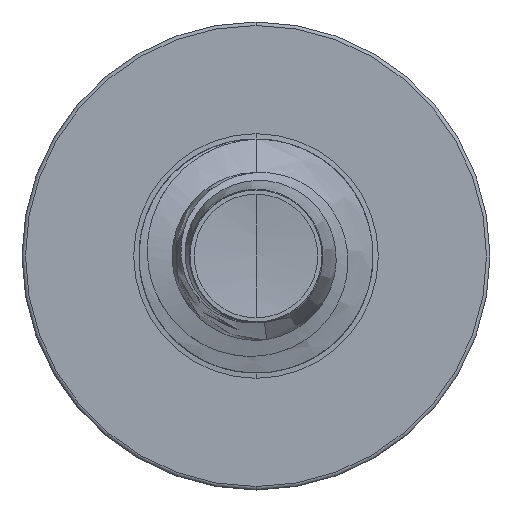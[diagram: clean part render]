
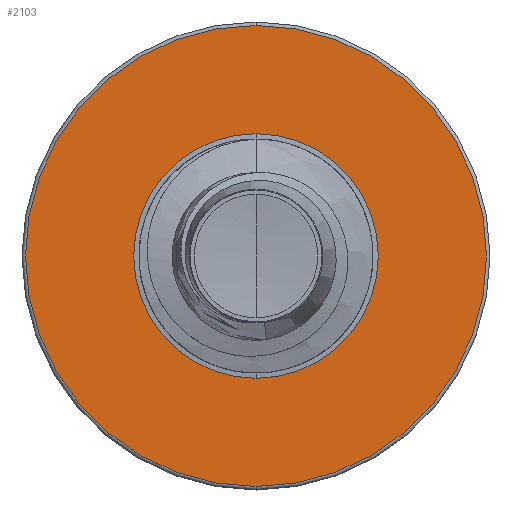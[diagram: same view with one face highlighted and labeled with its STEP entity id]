
A CAD part, front view. The second image highlights one B-rep face of the part: STEP entity #2103.
In plain terms, the highlighted planar face has unit normal (0, -1, 0).
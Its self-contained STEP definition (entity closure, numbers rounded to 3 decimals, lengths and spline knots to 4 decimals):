
#540 = ORIENTED_EDGE ( 'NONE', *, *, #18930, .F. ) ;
#1177 = ORIENTED_EDGE ( 'NONE', *, *, #19508, .T. ) ;
#1205 = AXIS2_PLACEMENT_3D ( 'NONE', #16887, #4809, #18875 ) ;
#1463 = CIRCLE ( 'NONE', #21629, 2.167 ) ;
#2103 = ADVANCED_FACE ( 'NONE', ( #12678, #17372 ), #3701, .F. ) ;
#2772 = CIRCLE ( 'NONE', #14715, 1.15 ) ;
#3029 = DIRECTION ( 'NONE',  ( 0., 0., 1. ) ) ;
#3115 = DIRECTION ( 'NONE',  ( 0., 1., 0. ) ) ;
#3144 = CARTESIAN_POINT ( 'NONE',  ( 0., 10., -1.15 ) ) ;
#3701 = PLANE ( 'NONE',  #7174 ) ;
#4162 = ORIENTED_EDGE ( 'NONE', *, *, #12051, .T. ) ;
#4406 = VERTEX_POINT ( 'NONE', #9655 ) ;
#4809 = DIRECTION ( 'NONE',  ( 0., 1., 0. ) ) ;
#6881 = CARTESIAN_POINT ( 'NONE',  ( 0., 10., 0. ) ) ;
#6993 = DIRECTION ( 'NONE',  ( 0., 1., 0. ) ) ;
#7174 = AXIS2_PLACEMENT_3D ( 'NONE', #3144, #3115, #3029 ) ;
#7859 = DIRECTION ( 'NONE',  ( 0., 1., 0. ) ) ;
#8392 = CIRCLE ( 'NONE', #1205, 1.15 ) ;
#8907 = DIRECTION ( 'NONE',  ( 0., 0., 1. ) ) ;
#9655 = CARTESIAN_POINT ( 'NONE',  ( 0., 10., 1.15 ) ) ;
#11150 = AXIS2_PLACEMENT_3D ( 'NONE', #19823, #7859, #21794 ) ;
#12051 = EDGE_CURVE ( 'NONE', #4406, #24148, #2772, .T. ) ;
#12678 = FACE_OUTER_BOUND ( 'NONE', #18167, .T. ) ;
#13032 = CARTESIAN_POINT ( 'NONE',  ( 0., 10., 2.167 ) ) ;
#14230 = VERTEX_POINT ( 'NONE', #13032 ) ;
#14715 = AXIS2_PLACEMENT_3D ( 'NONE', #19007, #6993, #20948 ) ;
#16536 = ORIENTED_EDGE ( 'NONE', *, *, #23151, .F. ) ;
#16887 = CARTESIAN_POINT ( 'NONE',  ( 0., 10., 0. ) ) ;
#17372 = FACE_BOUND ( 'NONE', #18469, .T. ) ;
#18167 = EDGE_LOOP ( 'NONE', ( #540, #16536 ) ) ;
#18469 = EDGE_LOOP ( 'NONE', ( #4162, #1177 ) ) ;
#18875 = DIRECTION ( 'NONE',  ( 0., 0., 1. ) ) ;
#18930 = EDGE_CURVE ( 'NONE', #14230, #23282, #20848, .T. ) ;
#19007 = CARTESIAN_POINT ( 'NONE',  ( 0., 10., 0. ) ) ;
#19036 = CARTESIAN_POINT ( 'NONE',  ( 0., 10., -2.167 ) ) ;
#19508 = EDGE_CURVE ( 'NONE', #24148, #4406, #8392, .T. ) ;
#19823 = CARTESIAN_POINT ( 'NONE',  ( 0., 10., 0. ) ) ;
#20830 = DIRECTION ( 'NONE',  ( 0., 1., 0. ) ) ;
#20848 = CIRCLE ( 'NONE', #11150, 2.167 ) ;
#20948 = DIRECTION ( 'NONE',  ( 0., 0., 1. ) ) ;
#21629 = AXIS2_PLACEMENT_3D ( 'NONE', #6881, #20830, #8907 ) ;
#21794 = DIRECTION ( 'NONE',  ( 0., 0., 1. ) ) ;
#23151 = EDGE_CURVE ( 'NONE', #23282, #14230, #1463, .T. ) ;
#23282 = VERTEX_POINT ( 'NONE', #19036 ) ;
#24148 = VERTEX_POINT ( 'NONE', #25424 ) ;
#25424 = CARTESIAN_POINT ( 'NONE',  ( 0., 10., -1.15 ) ) ;
